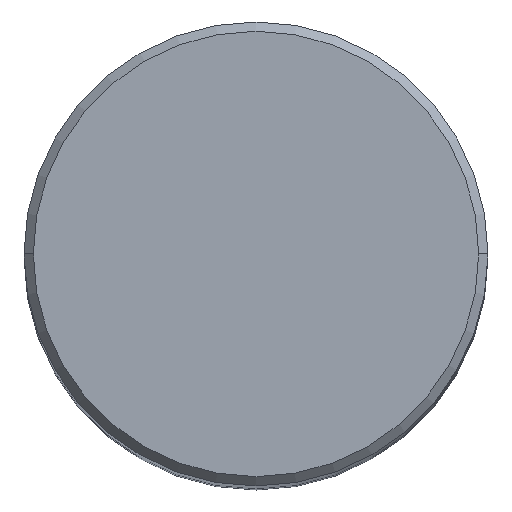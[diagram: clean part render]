
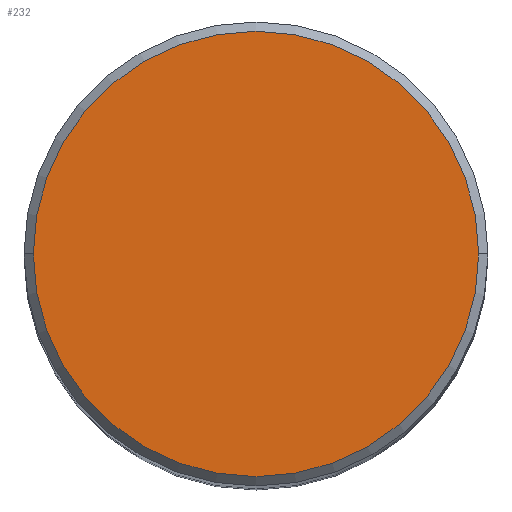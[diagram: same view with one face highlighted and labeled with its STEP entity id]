
A CAD part, top view. The second image highlights one B-rep face of the part: STEP entity #232.
In plain terms, the highlighted planar face has unit normal (0, 0, 1).
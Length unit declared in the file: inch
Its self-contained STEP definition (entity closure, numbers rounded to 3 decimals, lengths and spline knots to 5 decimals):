
#8 = AXIS2_PLACEMENT_3D ( 'NONE', #246, #217, #22 ) ;
#22 = DIRECTION ( 'NONE',  ( 1., 0., 0. ) ) ;
#27 = DIRECTION ( 'NONE',  ( 1., 0., 0. ) ) ;
#34 = ORIENTED_EDGE ( 'NONE', *, *, #100, .T. ) ;
#77 = CARTESIAN_POINT ( 'NONE',  ( 0., 0., 4. ) ) ;
#100 = EDGE_CURVE ( 'NONE', #291, #130, #321, .T. ) ;
#105 = DIRECTION ( 'NONE',  ( 0., 0., 1. ) ) ;
#130 = VERTEX_POINT ( 'NONE', #218 ) ;
#131 = DIRECTION ( 'NONE',  ( 1., 0., 0. ) ) ;
#134 = CIRCLE ( 'NONE', #8, 0.36 ) ;
#150 = PLANE ( 'NONE',  #199 ) ;
#161 = EDGE_LOOP ( 'NONE', ( #34, #260 ) ) ;
#172 = CARTESIAN_POINT ( 'NONE',  ( -0.36, 0., 4. ) ) ;
#194 = EDGE_CURVE ( 'NONE', #130, #291, #134, .T. ) ;
#197 = CARTESIAN_POINT ( 'NONE',  ( 0., 0., 4. ) ) ;
#199 = AXIS2_PLACEMENT_3D ( 'NONE', #77, #105, #27 ) ;
#200 = FACE_OUTER_BOUND ( 'NONE', #161, .T. ) ;
#217 = DIRECTION ( 'NONE',  ( 0., 0., 1. ) ) ;
#218 = CARTESIAN_POINT ( 'NONE',  ( 0.36, 0., 4. ) ) ;
#223 = AXIS2_PLACEMENT_3D ( 'NONE', #197, #305, #131 ) ;
#232 = ADVANCED_FACE ( 'NONE', ( #200 ), #150, .T. ) ;
#246 = CARTESIAN_POINT ( 'NONE',  ( 0., 0., 4. ) ) ;
#260 = ORIENTED_EDGE ( 'NONE', *, *, #194, .T. ) ;
#291 = VERTEX_POINT ( 'NONE', #172 ) ;
#305 = DIRECTION ( 'NONE',  ( 0., 0., 1. ) ) ;
#321 = CIRCLE ( 'NONE', #223, 0.36 ) ;
